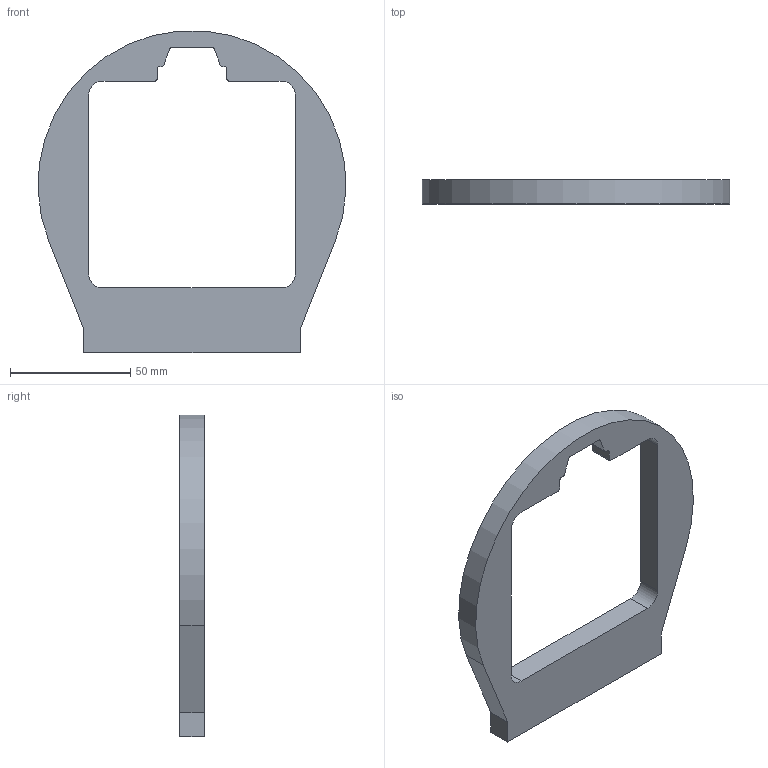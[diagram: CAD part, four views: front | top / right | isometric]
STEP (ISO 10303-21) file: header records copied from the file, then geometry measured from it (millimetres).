
FILE_DESCRIPTION(/* description */ (''),/* implementation_level */ '2;1');
FILE_NAME(/* name */ 'J3LA2.step',/* time_stamp */ '2023-01-11T22:59:12-05:00',/* author */ (''),/* organization */ (''),/* preprocessor_version */ 'ST-DEVELOPER v19.2',/* originating_system */ 'Autodesk Translation Framework v11.17.0.187',/* authorisation */ '');
FILE_SCHEMA (('AUTOMOTIVE_DESIGN { 1 0 10303 214 3 1 1 }'));
Length unit declared in the file: millimetre
Products named in the file (1): Joints 3_Left Arm 2
Bounding box: 127.9 x 10 x 133.77 mm (x, y, z)
Volume: 63433.4 mm3; surface area: 21085.7 mm2
Topology: 1 solids, 1 shells, 44 faces, 111 edges, 74 vertices
Faces by surface type: plane 24, cylinder 20
Full cylindrical faces by diameter (mm): 3.332 x3, 4.234 x2
Entity records: 1372 total; most frequent: DIRECTION 241, CARTESIAN_POINT 230, ORIENTED_EDGE 222, EDGE_CURVE 111, AXIS2_PLACEMENT_3D 85, VERTEX_POINT 74, LINE 71, VECTOR 71
